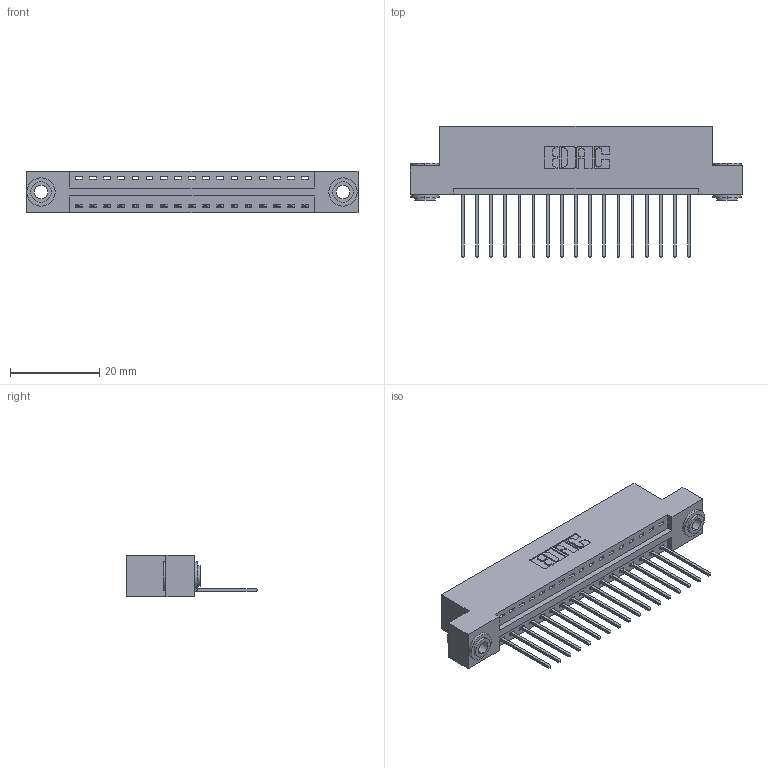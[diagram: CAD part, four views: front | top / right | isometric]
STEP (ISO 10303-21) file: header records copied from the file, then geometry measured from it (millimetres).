
FILE_DESCRIPTION (( 'STEP AP203' ), '1' );
FILE_NAME ('396-017-540-103.STEP', '2018-09-01T00:54:07', ( '' ), ( '' ), 'SwSTEP 2.0', 'SolidWorks 2016', '' );
FILE_SCHEMA (( 'CONFIG_CONTROL_DESIGN' ));
Length unit declared in the file: inch
Products named in the file (4): 346 Part_Flush Mounting Lugs - 0.156 Dia-TH; 345-292-001_345-293-140; 345-250-002_345-250-002-102; 396-017-540-103
Assembly tree (20 placements, depth 2):
  396-017-540-103
    346 Part_Flush Mounting Lugs - 0.156 Dia-TH
    345-292-001_345-293-140  x17
    345-250-002_345-250-002-102  x2
Bounding box: 74.55 x 29.46 x 9.4 mm (x, y, z)
Volume: 7006.2 mm3; surface area: 8874.3 mm2
Topology: 20 solids, 20 shells, 1146 faces, 3397 edges, 2238 vertices
Faces by surface type: plane 766, cylinder 372, cone 8
Entity records: 14584 total; most frequent: CARTESIAN_POINT 2486, ORIENTED_EDGE 2430, DIRECTION 2255, EDGE_CURVE 1215, VECTOR 991, LINE 991, VERTEX_POINT 806, AXIS2_PLACEMENT_3D 632
